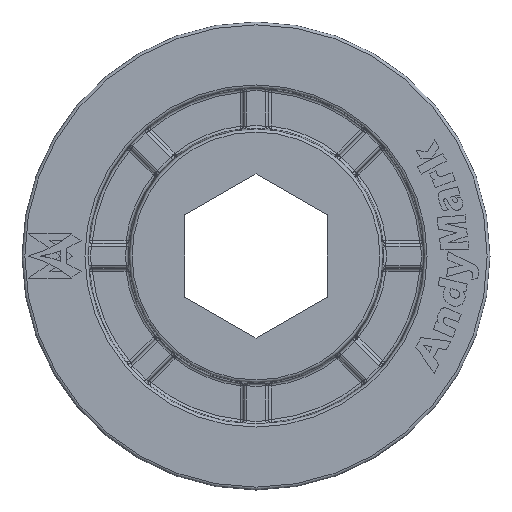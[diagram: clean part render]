
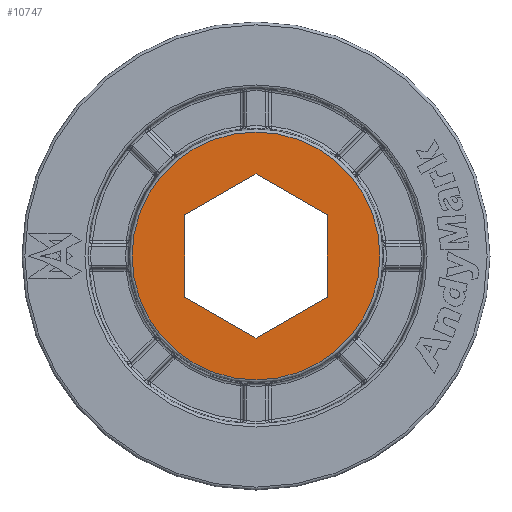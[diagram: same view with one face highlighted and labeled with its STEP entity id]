
A CAD part, left-side view. The second image highlights one B-rep face of the part: STEP entity #10747.
In plain terms, the highlighted planar face has unit normal (-1, 0, 0).
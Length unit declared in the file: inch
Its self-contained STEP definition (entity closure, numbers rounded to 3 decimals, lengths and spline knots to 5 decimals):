
#3390 = DIRECTION ( 'NONE',  ( 0., 0.866, -0.5 ) ) ;
#3496 = CARTESIAN_POINT ( 'NONE',  ( -0.27569, -0.57577, -0.68186 ) ) ;
#3550 = DIRECTION ( 'NONE',  ( 0., 0., 1. ) ) ;
#4211 = LINE ( 'NONE', #21862, #20382 ) ;
#4771 = FACE_OUTER_BOUND ( 'NONE', #10645, .T. ) ;
#5762 = VERTEX_POINT ( 'NONE', #22388 ) ;
#5794 = DIRECTION ( 'NONE',  ( 0., -0.866, -0.5 ) ) ;
#6541 = VERTEX_POINT ( 'NONE', #33888 ) ;
#7090 = LINE ( 'NONE', #18301, #38433 ) ;
#8294 = ORIENTED_EDGE ( 'NONE', *, *, #23406, .F. ) ;
#8381 = CARTESIAN_POINT ( 'NONE',  ( -0.27569, -0.82677, -1.1166 ) ) ;
#8405 = CIRCLE ( 'NONE', #36132, 0.43784 ) ;
#10645 = EDGE_LOOP ( 'NONE', ( #23768 ) ) ;
#10668 = VECTOR ( 'NONE', #3390, 39.37008 ) ;
#10696 = VERTEX_POINT ( 'NONE', #24233 ) ;
#10747 = ADVANCED_FACE ( 'NONE', ( #21921, #4771 ), #35618, .T. ) ;
#11650 = DIRECTION ( 'NONE',  ( 0., -0.866, 0.5 ) ) ;
#12659 = CARTESIAN_POINT ( 'NONE',  ( -0.27569, -1.07777, -0.97169 ) ) ;
#14791 = VECTOR ( 'NONE', #11650, 39.37008 ) ;
#15128 = LINE ( 'NONE', #39196, #31269 ) ;
#15854 = VERTEX_POINT ( 'NONE', #12659 ) ;
#16127 = DIRECTION ( 'NONE',  ( -1., 0., 0. ) ) ;
#16587 = VECTOR ( 'NONE', #20879, 39.37008 ) ;
#17669 = EDGE_CURVE ( 'NONE', #6541, #6541, #8405, .T. ) ;
#18301 = CARTESIAN_POINT ( 'NONE',  ( -0.27569, -1.07777, -0.97169 ) ) ;
#18851 = CARTESIAN_POINT ( 'NONE',  ( -0.27569, -0.82677, -0.82677 ) ) ;
#19921 = EDGE_LOOP ( 'NONE', ( #35710, #31170, #36499, #33071, #32867, #8294 ) ) ;
#20382 = VECTOR ( 'NONE', #5794, 39.37008 ) ;
#20879 = DIRECTION ( 'NONE',  ( 0., 0.866, 0.5 ) ) ;
#21375 = EDGE_CURVE ( 'NONE', #10696, #15854, #31969, .T. ) ;
#21525 = DIRECTION ( 'NONE',  ( 0., 0., 1. ) ) ;
#21862 = CARTESIAN_POINT ( 'NONE',  ( -0.27569, -0.57577, -0.97169 ) ) ;
#21921 = FACE_BOUND ( 'NONE', #19921, .T. ) ;
#22197 = DIRECTION ( 'NONE',  ( -1., 0., 0. ) ) ;
#22368 = VERTEX_POINT ( 'NONE', #3496 ) ;
#22388 = CARTESIAN_POINT ( 'NONE',  ( -0.27569, -0.82677, -0.53694 ) ) ;
#22444 = VERTEX_POINT ( 'NONE', #39384 ) ;
#23406 = EDGE_CURVE ( 'NONE', #5762, #22368, #36429, .T. ) ;
#23768 = ORIENTED_EDGE ( 'NONE', *, *, #17669, .T. ) ;
#24233 = CARTESIAN_POINT ( 'NONE',  ( -0.27569, -0.82677, -1.1166 ) ) ;
#25150 = LINE ( 'NONE', #30579, #16587 ) ;
#25987 = CARTESIAN_POINT ( 'NONE',  ( -0.27569, -0.82677, -0.53694 ) ) ;
#27409 = AXIS2_PLACEMENT_3D ( 'NONE', #18851, #22197, #3550 ) ;
#29402 = DIRECTION ( 'NONE',  ( 0., 0., -1. ) ) ;
#30579 = CARTESIAN_POINT ( 'NONE',  ( -0.27569, -1.07777, -0.68186 ) ) ;
#30630 = CARTESIAN_POINT ( 'NONE',  ( -0.27569, -0.82677, -0.82677 ) ) ;
#31170 = ORIENTED_EDGE ( 'NONE', *, *, #41159, .F. ) ;
#31269 = VECTOR ( 'NONE', #29402, 39.37008 ) ;
#31969 = LINE ( 'NONE', #8381, #14791 ) ;
#32867 = ORIENTED_EDGE ( 'NONE', *, *, #41372, .F. ) ;
#33071 = ORIENTED_EDGE ( 'NONE', *, *, #37536, .F. ) ;
#33888 = CARTESIAN_POINT ( 'NONE',  ( -0.27569, -0.82677, -0.38893 ) ) ;
#34171 = CARTESIAN_POINT ( 'NONE',  ( -0.27569, -0.57577, -0.97169 ) ) ;
#35241 = EDGE_CURVE ( 'NONE', #22444, #5762, #25150, .T. ) ;
#35618 = PLANE ( 'NONE',  #27409 ) ;
#35710 = ORIENTED_EDGE ( 'NONE', *, *, #35241, .F. ) ;
#36132 = AXIS2_PLACEMENT_3D ( 'NONE', #30630, #16127, #41550 ) ;
#36429 = LINE ( 'NONE', #25987, #10668 ) ;
#36499 = ORIENTED_EDGE ( 'NONE', *, *, #21375, .F. ) ;
#37536 = EDGE_CURVE ( 'NONE', #40579, #10696, #4211, .T. ) ;
#38433 = VECTOR ( 'NONE', #21525, 39.37008 ) ;
#39196 = CARTESIAN_POINT ( 'NONE',  ( -0.27569, -0.57577, -0.68186 ) ) ;
#39384 = CARTESIAN_POINT ( 'NONE',  ( -0.27569, -1.07777, -0.68186 ) ) ;
#40579 = VERTEX_POINT ( 'NONE', #34171 ) ;
#41159 = EDGE_CURVE ( 'NONE', #15854, #22444, #7090, .T. ) ;
#41372 = EDGE_CURVE ( 'NONE', #22368, #40579, #15128, .T. ) ;
#41550 = DIRECTION ( 'NONE',  ( 0., 0., 1. ) ) ;
